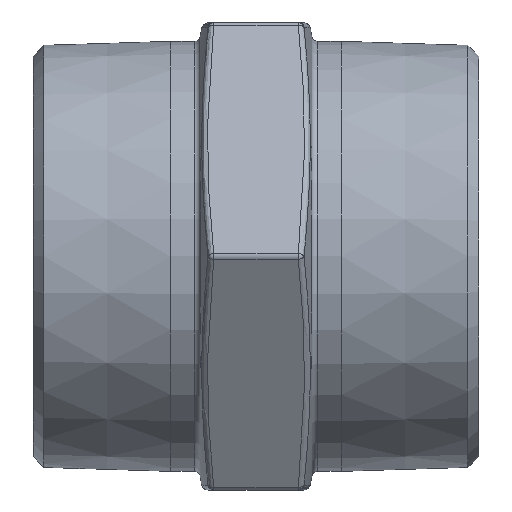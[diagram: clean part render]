
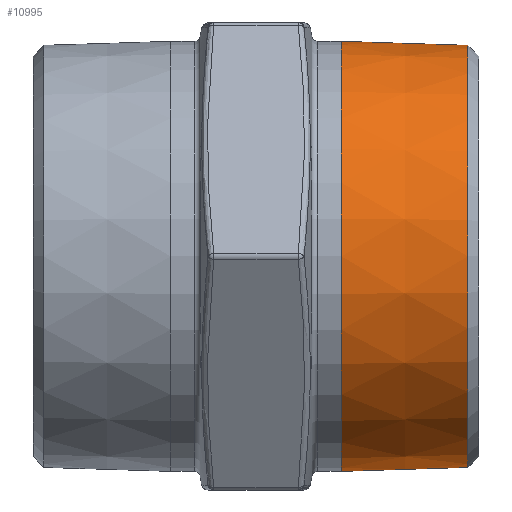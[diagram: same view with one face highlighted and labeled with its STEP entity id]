
A CAD part, front view. The second image highlights one B-rep face of the part: STEP entity #10995.
In plain terms, the highlighted conical face has half-angle 1.79 degrees and reference radius 29.308 mm.
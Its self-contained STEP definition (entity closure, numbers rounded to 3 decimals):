
#254 = ORIENTED_EDGE ( 'NONE', *, *, #3698, .F. ) ;
#2086 = AXIS2_PLACEMENT_3D ( 'NONE', #7177, #7176, #7175 ) ;
#3698 = EDGE_CURVE ( 'NONE', #4757, #4757, #13353, .T. ) ;
#3741 = EDGE_CURVE ( 'NONE', #4758, #4758, #13695, .T. ) ;
#3823 = AXIS2_PLACEMENT_3D ( 'NONE', #7879, #7820, #7835 ) ;
#4360 = FACE_BOUND ( 'NONE', #11863, .T. ) ;
#4361 = FACE_OUTER_BOUND ( 'NONE', #11318, .T. ) ;
#4362 = CONICAL_SURFACE ( 'NONE', #9660, 29.308, 0.031 ) ;
#4757 = VERTEX_POINT ( 'NONE', #10435 ) ;
#4758 = VERTEX_POINT ( 'NONE', #10439 ) ;
#7175 = DIRECTION ( 'NONE',  ( 0., 0., 1. ) ) ;
#7176 = DIRECTION ( 'NONE',  ( -1., 0., 0. ) ) ;
#7177 = CARTESIAN_POINT ( 'NONE',  ( 11.883, 0., 0. ) ) ;
#7820 = DIRECTION ( 'NONE',  ( -1., 0., 0. ) ) ;
#7835 = DIRECTION ( 'NONE',  ( 0., 0., -1. ) ) ;
#7879 = CARTESIAN_POINT ( 'NONE',  ( 29.472, 0., 0. ) ) ;
#8034 = DIRECTION ( 'NONE',  ( 0., 0., 1. ) ) ;
#8036 = DIRECTION ( 'NONE',  ( -1., 0., 0. ) ) ;
#8076 = CARTESIAN_POINT ( 'NONE',  ( 31., 0., 0. ) ) ;
#9660 = AXIS2_PLACEMENT_3D ( 'NONE', #8076, #8036, #8034 ) ;
#10435 = CARTESIAN_POINT ( 'NONE',  ( 11.883, 0., 29.906 ) ) ;
#10439 = CARTESIAN_POINT ( 'NONE',  ( 29.472, 0., -29.356 ) ) ;
#10995 = ADVANCED_FACE ( 'NONE', ( #4360, #4361 ), #4362, .T. ) ;
#11318 = EDGE_LOOP ( 'NONE', ( #254 ) ) ;
#11863 = EDGE_LOOP ( 'NONE', ( #11884 ) ) ;
#11884 = ORIENTED_EDGE ( 'NONE', *, *, #3741, .T. ) ;
#13353 = CIRCLE ( 'NONE', #2086, 29.906 ) ;
#13695 = CIRCLE ( 'NONE', #3823, 29.356 ) ;
